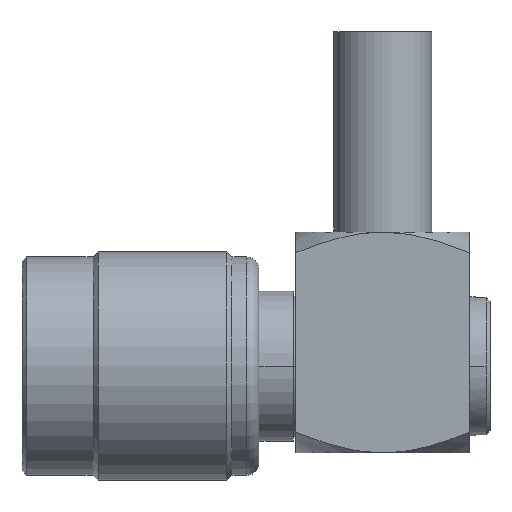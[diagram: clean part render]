
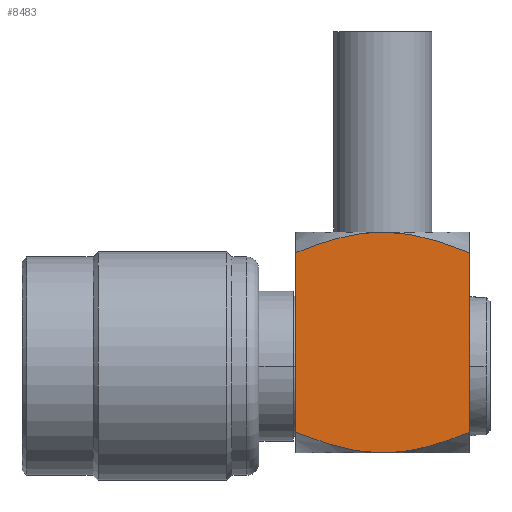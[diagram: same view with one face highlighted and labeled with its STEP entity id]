
A CAD part, front view. The second image highlights one B-rep face of the part: STEP entity #8483.
In plain terms, the highlighted planar face has unit normal (0, -1, 0).
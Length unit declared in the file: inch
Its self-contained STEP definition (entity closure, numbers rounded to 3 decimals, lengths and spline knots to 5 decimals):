
#3318=CARTESIAN_POINT('',(0.6437,-0.21654,
0.28286));
#3320=CARTESIAN_POINT('',(0.6437,-0.21654,
-0.16475));
#3462=CARTESIAN_POINT('',(0.6437,-0.21654,
0.28286));
#3463=CARTESIAN_POINT('',(0.65311,-0.21654,
0.2867));
#3464=CARTESIAN_POINT('',(0.67114,-0.21654,
0.29381));
#3465=CARTESIAN_POINT('',(0.69551,-0.21654,
0.30271));
#3466=CARTESIAN_POINT('',(0.71813,-0.21654,
0.31025));
#3467=CARTESIAN_POINT('',(0.73956,-0.21654,
0.31667));
#3468=CARTESIAN_POINT('',(0.7602,-0.21654,
0.32209));
#3469=CARTESIAN_POINT('',(0.78038,-0.21654,
0.32656));
#3470=CARTESIAN_POINT('',(0.80035,-0.21654,
0.33011));
#3471=CARTESIAN_POINT('',(0.82028,-0.21654,
0.3327));
#3472=CARTESIAN_POINT('',(0.84023,-0.21654,
0.33429));
#3473=CARTESIAN_POINT('',(0.85356,-0.21654,
0.33465));
#3474=CARTESIAN_POINT('',(0.86024,-0.21654,
0.33465));
#3476=CARTESIAN_POINT('',(0.86024,-0.21654,
0.33465));
#3477=CARTESIAN_POINT('',(0.86702,-0.21654,
0.33465));
#3478=CARTESIAN_POINT('',(0.88058,-0.21654,
0.33428));
#3479=CARTESIAN_POINT('',(0.90084,-0.21654,
0.33264));
#3480=CARTESIAN_POINT('',(0.92103,-0.21654,
0.32997));
#3481=CARTESIAN_POINT('',(0.9412,-0.21654,
0.32634));
#3482=CARTESIAN_POINT('',(0.9615,-0.21654,
0.32179));
#3483=CARTESIAN_POINT('',(0.98218,-0.21654,
0.31631));
#3484=CARTESIAN_POINT('',(1.00354,-0.21654,
0.30987));
#3485=CARTESIAN_POINT('',(1.02596,-0.21654,
0.30235));
#3486=CARTESIAN_POINT('',(1.04997,-0.21654,
0.29356));
#3487=CARTESIAN_POINT('',(1.0676,-0.21654,
0.28661));
#3488=CARTESIAN_POINT('',(1.07677,-0.21654,
0.28286));
#3490=CARTESIAN_POINT('',(1.07677,-0.21654,
-0.16475));
#3491=CARTESIAN_POINT('',(1.06737,-0.21654,
-0.16859));
#3492=CARTESIAN_POINT('',(1.04933,-0.21654,
-0.1757));
#3493=CARTESIAN_POINT('',(1.02496,-0.21654,
-0.1846));
#3494=CARTESIAN_POINT('',(1.00234,-0.21654,
-0.19214));
#3495=CARTESIAN_POINT('',(0.98091,-0.21654,
-0.19856));
#3496=CARTESIAN_POINT('',(0.96027,-0.21654,
-0.20398));
#3497=CARTESIAN_POINT('',(0.94009,-0.21654,
-0.20845));
#3498=CARTESIAN_POINT('',(0.92012,-0.21654,
-0.212));
#3499=CARTESIAN_POINT('',(0.90019,-0.21654,
-0.21459));
#3500=CARTESIAN_POINT('',(0.88024,-0.21654,
-0.21618));
#3501=CARTESIAN_POINT('',(0.86691,-0.21654,
-0.21654));
#3502=CARTESIAN_POINT('',(0.86024,-0.21654,
-0.21654));
#3504=CARTESIAN_POINT('',(0.86024,-0.21654,
-0.21654));
#3505=CARTESIAN_POINT('',(0.85345,-0.21654,
-0.21654));
#3506=CARTESIAN_POINT('',(0.83989,-0.21654,
-0.21617));
#3507=CARTESIAN_POINT('',(0.81963,-0.21654,
-0.21453));
#3508=CARTESIAN_POINT('',(0.79944,-0.21654,
-0.21186));
#3509=CARTESIAN_POINT('',(0.77927,-0.21654,
-0.20823));
#3510=CARTESIAN_POINT('',(0.75897,-0.21654,
-0.20368));
#3511=CARTESIAN_POINT('',(0.7383,-0.21654,
-0.19821));
#3512=CARTESIAN_POINT('',(0.71694,-0.21654,
-0.19176));
#3513=CARTESIAN_POINT('',(0.69452,-0.21654,
-0.18424));
#3514=CARTESIAN_POINT('',(0.6705,-0.21654,
-0.17545));
#3515=CARTESIAN_POINT('',(0.65287,-0.21654,
-0.1685));
#3516=CARTESIAN_POINT('',(0.6437,-0.21654,
-0.16475));
#3518=DIRECTION('',(0.,0.,1.));
#3519=VECTOR('',#3518,0.44761);
#3520=CARTESIAN_POINT('',(0.6437,-0.21654,
-0.16475));
#3521=LINE('',#3520,#3519);
#3583=DIRECTION('',(0.,0.,1.));
#3584=VECTOR('',#3583,0.44761);
#3585=CARTESIAN_POINT('',(1.07677,-0.21654,
-0.16475));
#3586=LINE('',#3585,#3584);
#4345=VERTEX_POINT('',#3320);
#4347=VERTEX_POINT('',#3490);
#4348=VERTEX_POINT('',#3502);
#4352=CARTESIAN_POINT('',(0.86024,-0.21654,
0.33465));
#4354=VERTEX_POINT('',#4352);
#4361=VERTEX_POINT('',#3318);
#4362=VERTEX_POINT('',#3488);
#8466=CARTESIAN_POINT('',(0.6437,-0.21654,
-0.21654));
#8467=DIRECTION('',(0.,-1.,0.));
#8468=DIRECTION('',(1.,0.,0.));
#8469=AXIS2_PLACEMENT_3D('',#8466,#8467,#8468);
#8470=PLANE('',#8469);
#8472=ORIENTED_EDGE('',*,*,#8471,.T.);
#8474=ORIENTED_EDGE('',*,*,#8473,.T.);
#8476=ORIENTED_EDGE('',*,*,#8475,.F.);
#8478=ORIENTED_EDGE('',*,*,#8477,.T.);
#8479=ORIENTED_EDGE('',*,*,#8460,.T.);
#8480=ORIENTED_EDGE('',*,*,#8348,.T.);
#8481=EDGE_LOOP('',(#8472,#8474,#8476,#8478,#8479,#8480));
#8482=FACE_OUTER_BOUND('',#8481,.F.);
#8483=ADVANCED_FACE('',(#8482),#8470,.T.);
#3475=B_SPLINE_CURVE_WITH_KNOTS('',3,(#3462,#3463,#3464,#3465,#3466,#3467,#3468,
#3469,#3470,#3471,#3472,#3473,#3474),.UNSPECIFIED.,.F.,.F.,(4,1,1,1,1,1,1,1,1,1,
4),(0.,0.1,0.2,0.3,0.4,0.5,0.6,0.7,0.8,0.9,1.),
.UNSPECIFIED.);
#3489=B_SPLINE_CURVE_WITH_KNOTS('',3,(#3476,#3477,#3478,#3479,#3480,#3481,#3482,
#3483,#3484,#3485,#3486,#3487,#3488),.UNSPECIFIED.,.F.,.F.,(4,1,1,1,1,1,1,1,1,1,
4),(0.,0.1,0.2,0.3,0.4,0.5,0.6,0.7,0.8,0.9,1.),
.UNSPECIFIED.);
#3503=B_SPLINE_CURVE_WITH_KNOTS('',3,(#3490,#3491,#3492,#3493,#3494,#3495,#3496,
#3497,#3498,#3499,#3500,#3501,#3502),.UNSPECIFIED.,.F.,.F.,(4,1,1,1,1,1,1,1,1,1,
4),(0.,0.1,0.2,0.3,0.4,0.5,0.6,0.7,0.8,0.9,1.),
.UNSPECIFIED.);
#3517=B_SPLINE_CURVE_WITH_KNOTS('',3,(#3504,#3505,#3506,#3507,#3508,#3509,#3510,
#3511,#3512,#3513,#3514,#3515,#3516),.UNSPECIFIED.,.F.,.F.,(4,1,1,1,1,1,1,1,1,1,
4),(0.,0.1,0.2,0.3,0.4,0.5,0.6,0.7,0.8,0.9,1.),
.UNSPECIFIED.);
#8348=EDGE_CURVE('',#4345,#4361,#3521,.T.);
#8460=EDGE_CURVE('',#4348,#4345,#3517,.T.);
#8471=EDGE_CURVE('',#4361,#4354,#3475,.T.);
#8473=EDGE_CURVE('',#4354,#4362,#3489,.T.);
#8475=EDGE_CURVE('',#4347,#4362,#3586,.T.);
#8477=EDGE_CURVE('',#4347,#4348,#3503,.T.);
